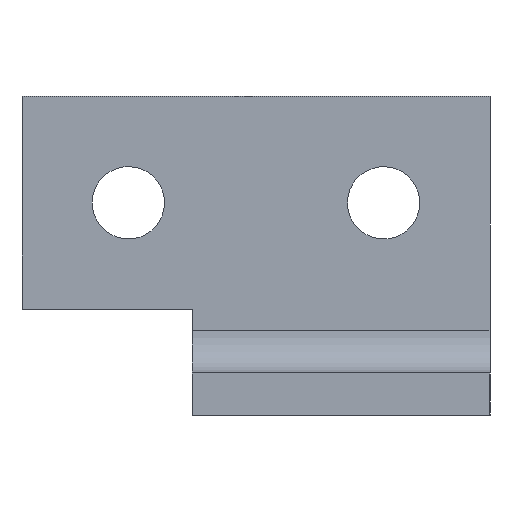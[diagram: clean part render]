
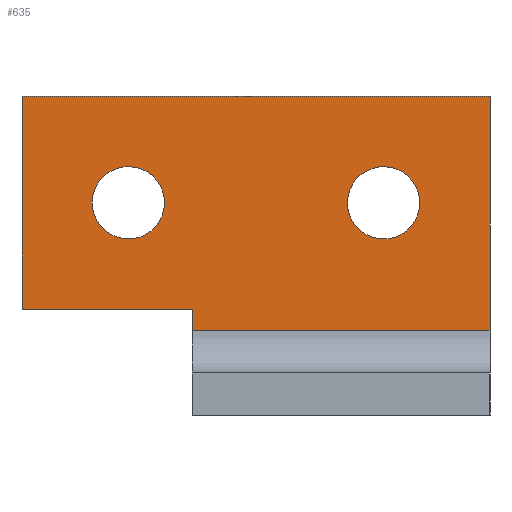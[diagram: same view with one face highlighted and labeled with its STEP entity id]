
A CAD part, left-side view. The second image highlights one B-rep face of the part: STEP entity #635.
In plain terms, the highlighted planar face has unit normal (-1, 0, 0).
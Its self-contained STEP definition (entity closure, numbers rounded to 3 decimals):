
#114=CARTESIAN_POINT('Axis2P3D Location',(16.,10.,9.)) ;
#118=CARTESIAN_POINT('Vertex',(16.,11.492,8.185)) ;
#120=CARTESIAN_POINT('Vertex',(16.,8.508,9.815)) ;
#140=CARTESIAN_POINT('Axis2P3D Location',(16.,10.,9.)) ;
#184=CARTESIAN_POINT('Vertex',(16.,-7.,14.)) ;
#187=CARTESIAN_POINT('Line Origine',(16.,-7.,8.5)) ;
#191=CARTESIAN_POINT('Vertex',(16.,-7.,3.)) ;
#240=CARTESIAN_POINT('Vertex',(16.,15.,14.)) ;
#243=CARTESIAN_POINT('Line Origine',(16.,4.,14.)) ;
#264=CARTESIAN_POINT('Vertex',(16.,15.,4.)) ;
#269=CARTESIAN_POINT('Line Origine',(16.,15.,9.)) ;
#298=CARTESIAN_POINT('Line Origine',(16.,0.,3.)) ;
#302=CARTESIAN_POINT('Vertex',(16.,7.,3.)) ;
#552=CARTESIAN_POINT('Vertex',(16.,7.,4.)) ;
#562=CARTESIAN_POINT('Line Origine',(16.,7.,3.5)) ;
#583=CARTESIAN_POINT('Line Origine',(16.,11.,4.)) ;
#600=CARTESIAN_POINT('Axis2P3D Location',(16.,0.,3.)) ;
#613=CARTESIAN_POINT('Axis2P3D Location',(16.,-2.,9.)) ;
#617=CARTESIAN_POINT('Vertex',(16.,-0.508,8.185)) ;
#619=CARTESIAN_POINT('Vertex',(16.,-3.492,9.815)) ;
#622=CARTESIAN_POINT('Axis2P3D Location',(16.,-2.,9.)) ;
#115=DIRECTION('Axis2P3D Direction',(-1.,0.,-0.)) ;
#141=DIRECTION('Axis2P3D Direction',(-1.,0.,-0.)) ;
#188=DIRECTION('Vector Direction',(0.,0.,-1.)) ;
#244=DIRECTION('Vector Direction',(0.,-1.,0.)) ;
#270=DIRECTION('Vector Direction',(0.,0.,1.)) ;
#299=DIRECTION('Vector Direction',(0.,-1.,0.)) ;
#563=DIRECTION('Vector Direction',(0.,0.,-1.)) ;
#584=DIRECTION('Vector Direction',(0.,-1.,0.)) ;
#601=DIRECTION('Axis2P3D Direction',(1.,0.,-0.)) ;
#602=DIRECTION('Axis2P3D XDirection',(0.,0.,1.)) ;
#614=DIRECTION('Axis2P3D Direction',(1.,0.,-0.)) ;
#623=DIRECTION('Axis2P3D Direction',(1.,0.,-0.)) ;
#116=AXIS2_PLACEMENT_3D('Circle Axis2P3D',#114,#115,$) ;
#142=AXIS2_PLACEMENT_3D('Circle Axis2P3D',#140,#141,$) ;
#603=AXIS2_PLACEMENT_3D('Plane Axis2P3D',#600,#601,#602) ;
#615=AXIS2_PLACEMENT_3D('Circle Axis2P3D',#613,#614,$) ;
#624=AXIS2_PLACEMENT_3D('Circle Axis2P3D',#622,#623,$) ;
#606=ORIENTED_EDGE('',*,*,#304,.T.) ;
#607=ORIENTED_EDGE('',*,*,#193,.F.) ;
#608=ORIENTED_EDGE('',*,*,#247,.F.) ;
#609=ORIENTED_EDGE('',*,*,#273,.T.) ;
#610=ORIENTED_EDGE('',*,*,#587,.T.) ;
#611=ORIENTED_EDGE('',*,*,#566,.T.) ;
#628=ORIENTED_EDGE('',*,*,#621,.T.) ;
#629=ORIENTED_EDGE('',*,*,#626,.T.) ;
#632=ORIENTED_EDGE('',*,*,#122,.T.) ;
#633=ORIENTED_EDGE('',*,*,#144,.T.) ;
#630=FACE_BOUND('',#627,.T.) ;
#634=FACE_BOUND('',#631,.T.) ;
#189=VECTOR('Line Direction',#188,1.) ;
#245=VECTOR('Line Direction',#244,1.) ;
#271=VECTOR('Line Direction',#270,1.) ;
#300=VECTOR('Line Direction',#299,1.) ;
#564=VECTOR('Line Direction',#563,1.) ;
#585=VECTOR('Line Direction',#584,1.) ;
#635=ADVANCED_FACE('Hauptk\X2\00F6\X0\rper',(#612,#630,#634),#604,.F.) ;
#117=CIRCLE('generated circle',#116,1.7) ;
#143=CIRCLE('generated circle',#142,1.7) ;
#616=CIRCLE('generated circle',#615,1.7) ;
#625=CIRCLE('generated circle',#624,1.7) ;
#122=EDGE_CURVE('',#119,#121,#117,.F.) ;
#144=EDGE_CURVE('',#121,#119,#143,.F.) ;
#193=EDGE_CURVE('',#185,#192,#190,.T.) ;
#247=EDGE_CURVE('',#241,#185,#246,.T.) ;
#273=EDGE_CURVE('',#241,#265,#272,.F.) ;
#304=EDGE_CURVE('',#303,#192,#301,.T.) ;
#566=EDGE_CURVE('',#553,#303,#565,.T.) ;
#587=EDGE_CURVE('',#265,#553,#586,.T.) ;
#621=EDGE_CURVE('',#618,#620,#616,.T.) ;
#626=EDGE_CURVE('',#620,#618,#625,.T.) ;
#605=EDGE_LOOP('',(#606,#607,#608,#609,#610,#611)) ;
#627=EDGE_LOOP('',(#628,#629)) ;
#631=EDGE_LOOP('',(#632,#633)) ;
#612=FACE_OUTER_BOUND('',#605,.T.) ;
#190=LINE('Line',#187,#189) ;
#246=LINE('Line',#243,#245) ;
#272=LINE('Line',#269,#271) ;
#301=LINE('Line',#298,#300) ;
#565=LINE('Line',#562,#564) ;
#586=LINE('Line',#583,#585) ;
#604=PLANE('',#603) ;
#119=VERTEX_POINT('',#118) ;
#121=VERTEX_POINT('',#120) ;
#185=VERTEX_POINT('',#184) ;
#192=VERTEX_POINT('',#191) ;
#241=VERTEX_POINT('',#240) ;
#265=VERTEX_POINT('',#264) ;
#303=VERTEX_POINT('',#302) ;
#553=VERTEX_POINT('',#552) ;
#618=VERTEX_POINT('',#617) ;
#620=VERTEX_POINT('',#619) ;
